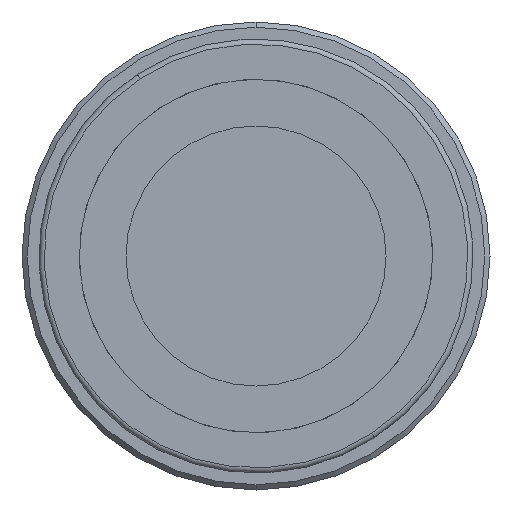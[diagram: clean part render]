
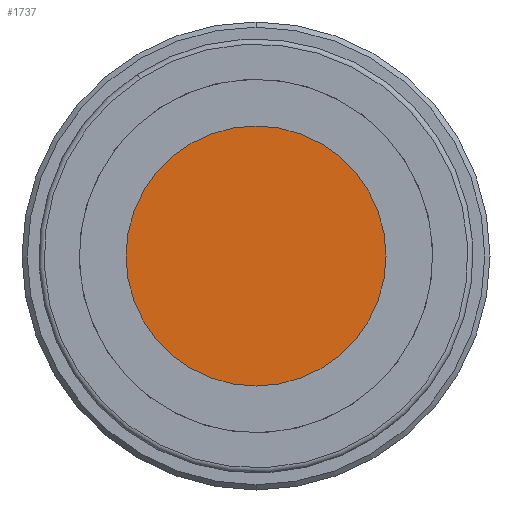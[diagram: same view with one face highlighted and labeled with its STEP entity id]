
A CAD part, front view. The second image highlights one B-rep face of the part: STEP entity #1737.
In plain terms, the highlighted planar face has unit normal (0, -1, 0).
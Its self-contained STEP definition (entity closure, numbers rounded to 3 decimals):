
#417 = DIRECTION ( 'NONE',  ( 0., 1., 0. ) ) ;
#1285 = FACE_OUTER_BOUND ( 'NONE', #7462, .T. ) ;
#1737 = ADVANCED_FACE ( 'NONE', ( #1285 ), #5762, .F. ) ;
#1790 = EDGE_CURVE ( 'NONE', #5993, #5755, #3413, .T. ) ;
#2310 = DIRECTION ( 'NONE',  ( 0., 0., 1. ) ) ;
#2420 = DIRECTION ( 'NONE',  ( 0., 0., 1. ) ) ;
#2711 = AXIS2_PLACEMENT_3D ( 'NONE', #4085, #417, #2310 ) ;
#3116 = EDGE_CURVE ( 'NONE', #5755, #5993, #6197, .T. ) ;
#3413 = CIRCLE ( 'NONE', #6716, 5. ) ;
#3794 = ORIENTED_EDGE ( 'NONE', *, *, #1790, .F. ) ;
#4085 = CARTESIAN_POINT ( 'NONE',  ( 0., 0., 0. ) ) ;
#4789 = DIRECTION ( 'NONE',  ( 0., 1., 0. ) ) ;
#4849 = CARTESIAN_POINT ( 'NONE',  ( 0., 0., 0. ) ) ;
#5755 = VERTEX_POINT ( 'NONE', #9440 ) ;
#5762 = PLANE ( 'NONE',  #7258 ) ;
#5929 = CARTESIAN_POINT ( 'NONE',  ( 0., 0., 0. ) ) ;
#5993 = VERTEX_POINT ( 'NONE', #7438 ) ;
#6197 = CIRCLE ( 'NONE', #2711, 5. ) ;
#6675 = DIRECTION ( 'NONE',  ( 1., 0., 0. ) ) ;
#6716 = AXIS2_PLACEMENT_3D ( 'NONE', #5929, #10316, #2420 ) ;
#7258 = AXIS2_PLACEMENT_3D ( 'NONE', #4849, #4789, #6675 ) ;
#7438 = CARTESIAN_POINT ( 'NONE',  ( 0., 0., 5. ) ) ;
#7462 = EDGE_LOOP ( 'NONE', ( #8317, #3794 ) ) ;
#8317 = ORIENTED_EDGE ( 'NONE', *, *, #3116, .F. ) ;
#9440 = CARTESIAN_POINT ( 'NONE',  ( 0., 0., -5. ) ) ;
#10316 = DIRECTION ( 'NONE',  ( 0., 1., 0. ) ) ;
